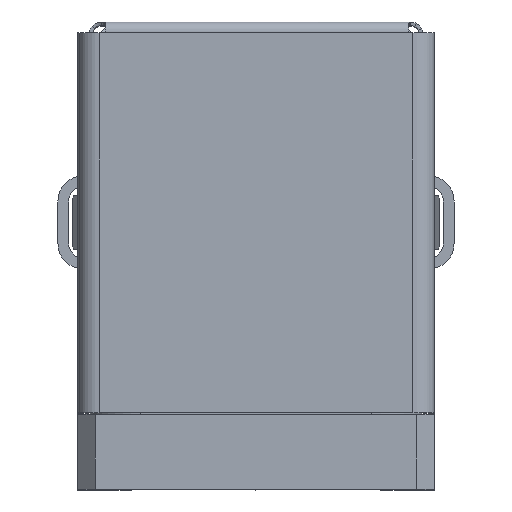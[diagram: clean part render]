
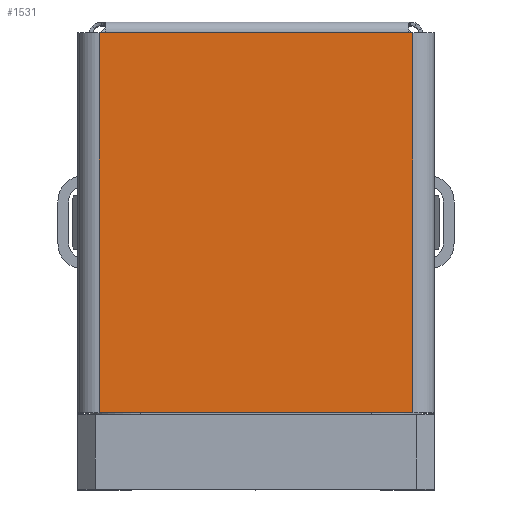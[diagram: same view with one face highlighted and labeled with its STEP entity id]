
A CAD part, top view. The second image highlights one B-rep face of the part: STEP entity #1531.
In plain terms, the highlighted planar face has unit normal (0, 0, 1).
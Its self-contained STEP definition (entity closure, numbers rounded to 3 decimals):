
#1531=ADVANCED_FACE('',(#2746),#2268,.T.);
#2268=PLANE('',#15345);
#2746=FACE_OUTER_BOUND('',#3508,.T.);
#3508=EDGE_LOOP('',(#4711,#4712,#4713,#4714));
#4711=ORIENTED_EDGE('',*,*,#10462,.F.);
#4712=ORIENTED_EDGE('',*,*,#10395,.F.);
#4713=ORIENTED_EDGE('',*,*,#10463,.F.);
#4714=ORIENTED_EDGE('',*,*,#10265,.F.);
#8781=VERTEX_POINT('',#20657);
#8782=VERTEX_POINT('',#20659);
#8878=VERTEX_POINT('',#21046);
#8879=VERTEX_POINT('',#21048);
#10265=EDGE_CURVE('',#8781,#8782,#12464,.T.);
#10395=EDGE_CURVE('',#8878,#8879,#12544,.T.);
#10462=EDGE_CURVE('',#8879,#8781,#12589,.T.);
#10463=EDGE_CURVE('',#8782,#8878,#12590,.T.);
#12464=LINE('',#20658,#13854);
#12544=LINE('',#21047,#13934);
#12589=LINE('',#21282,#13979);
#12590=LINE('',#21284,#13980);
#13854=VECTOR('',#16603,1.);
#13934=VECTOR('',#16815,1.);
#13979=VECTOR('',#16944,1.);
#13980=VECTOR('',#16947,1.);
#15345=AXIS2_PLACEMENT_3D('',#21285,#16948,#16949);
#16603=DIRECTION('',(-1.,0.,0.));
#16815=DIRECTION('',(1.,0.,0.));
#16944=DIRECTION('',(0.,-1.,0.));
#16947=DIRECTION('',(0.,1.,0.));
#16948=DIRECTION('',(0.,0.,1.));
#16949=DIRECTION('',(1.,0.,0.));
#20657=CARTESIAN_POINT('',(4.4,-4.35,10.));
#20658=CARTESIAN_POINT('',(4.4,-4.35,10.));
#20659=CARTESIAN_POINT('',(-4.4,-4.35,10.));
#21046=CARTESIAN_POINT('',(-4.4,6.3,10.));
#21047=CARTESIAN_POINT('',(-4.4,6.3,10.));
#21048=CARTESIAN_POINT('',(4.4,6.3,10.));
#21282=CARTESIAN_POINT('',(4.4,6.3,10.));
#21284=CARTESIAN_POINT('',(-4.4,-4.35,10.));
#21285=CARTESIAN_POINT('',(0.,0.975,10.));
